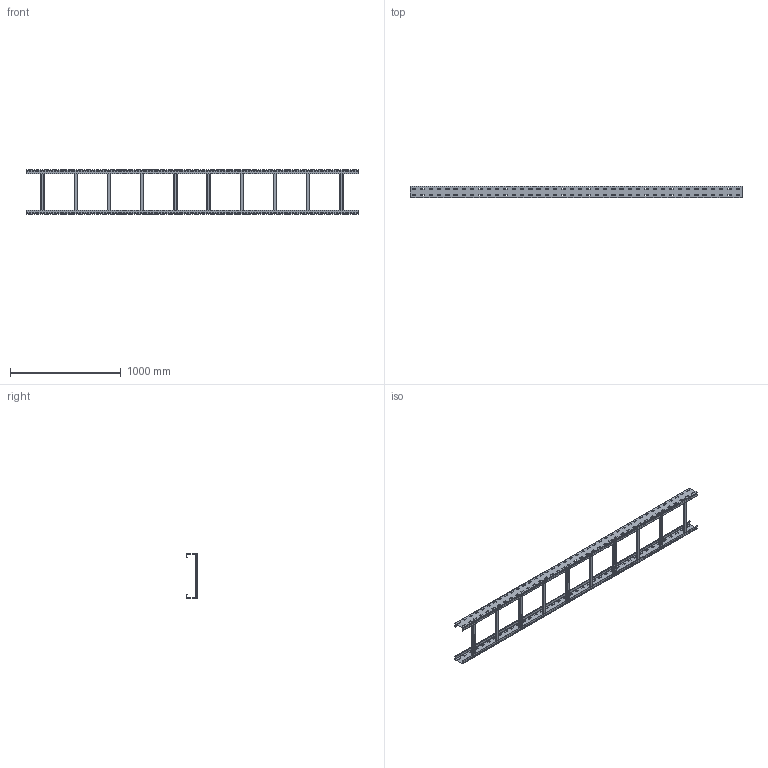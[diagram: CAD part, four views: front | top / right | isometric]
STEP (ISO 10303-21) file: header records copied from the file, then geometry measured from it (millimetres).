
FILE_DESCRIPTION((''),'2;1');
FILE_NAME('410040_ASM','2018-11-26T14:51:23',('tomasz.grudniewski'),(''),'CREO PARAMETRIC BY PTC INC, 2018260','CREO PARAMETRIC BY PTC INC, 2018260','');
FILE_SCHEMA(('CONFIG_CONTROL_DESIGN'));
Length unit declared in the file: millimetre
Products named in the file (3): KSP_DSP_H100_30000_PRT; SZCZEBEL_400_1_4_PRT; 410040_ASM
Assembly tree (12 placements, depth 2):
  410040_ASM
    KSP_DSP_H100_30000_PRT  x2
    SZCZEBEL_400_1_4_PRT  x10
Bounding box: 3000 x 100 x 400 mm (x, y, z)
Volume: 1823527.6 mm3; surface area: 2527470.8 mm2
Topology: 12 solids, 12 shells, 2680 faces, 7600 edges, 4944 vertices
Faces by surface type: plane 1948, cylinder 732
Entity records: 40248 total; most frequent: CARTESIAN_POINT 7011, ORIENTED_EDGE 6992, DIRECTION 6570, EDGE_CURVE 3496, VECTOR 2828, LINE 2828, VERTEX_POINT 2312, AXIS2_PLACEMENT_3D 1871
